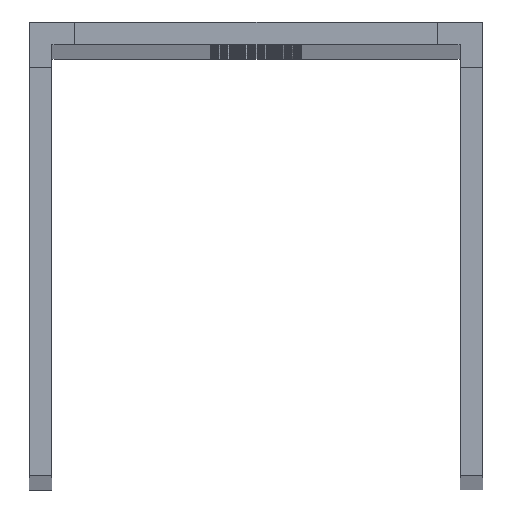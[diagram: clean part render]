
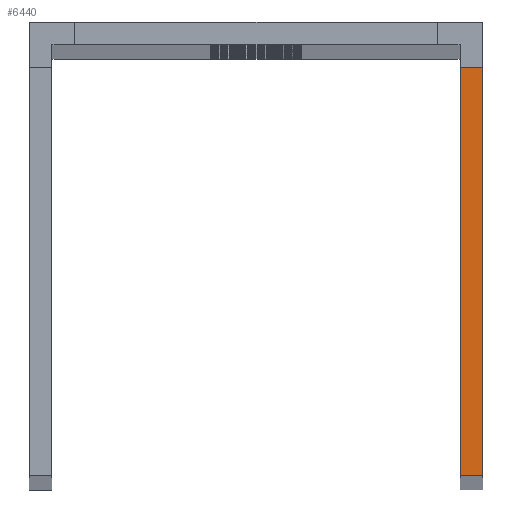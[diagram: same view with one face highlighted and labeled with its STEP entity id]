
A CAD part, top view. The second image highlights one B-rep face of the part: STEP entity #6440.
In plain terms, the highlighted planar face has unit normal (0, 0, 1).
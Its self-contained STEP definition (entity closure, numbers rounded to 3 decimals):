
#851=FACE_OUTER_BOUND('',#1283,.T.);
#1283=EDGE_LOOP('',(#5664,#5665,#5666,#5667));
#1293=LINE('',#8790,#1893);
#1506=LINE('',#9583,#2106);
#1511=LINE('',#9592,#2111);
#1886=LINE('',#10525,#2486);
#1893=VECTOR('',#7047,10.);
#2106=VECTOR('',#7638,10.);
#2111=VECTOR('',#7645,10.);
#2486=VECTOR('',#8762,10.);
#2492=VERTEX_POINT('',#8786);
#2494=VERTEX_POINT('',#8789);
#2885=VERTEX_POINT('',#9581);
#2888=VERTEX_POINT('',#9590);
#3077=EDGE_CURVE('',#2494,#2492,#1293,.T.);
#3474=EDGE_CURVE('',#2492,#2885,#1506,.T.);
#3479=EDGE_CURVE('',#2885,#2888,#1511,.T.);
#3946=EDGE_CURVE('',#2888,#2494,#1886,.T.);
#5664=ORIENTED_EDGE('',*,*,#3474,.T.);
#5665=ORIENTED_EDGE('',*,*,#3479,.T.);
#5666=ORIENTED_EDGE('',*,*,#3946,.T.);
#5667=ORIENTED_EDGE('',*,*,#3077,.T.);
#5851=PLANE('',#7033);
#6440=ADVANCED_FACE('',(#851),#5851,.T.);
#7033=AXIS2_PLACEMENT_3D('',#10524,#8760,#8761);
#7047=DIRECTION('',(0.,1.,0.));
#7638=DIRECTION('',(-1.,0.,0.));
#7645=DIRECTION('',(0.,-1.,0.));
#8760=DIRECTION('center_axis',(0.,0.,1.));
#8761=DIRECTION('ref_axis',(1.,0.,0.));
#8762=DIRECTION('',(1.,0.,0.));
#8786=CARTESIAN_POINT('',(50.,45.,920.));
#8789=CARTESIAN_POINT('',(50.,0.,920.));
#8790=CARTESIAN_POINT('',(50.,140.407,920.));
#9581=CARTESIAN_POINT('',(47.5,45.,920.));
#9583=CARTESIAN_POINT('',(47.906,45.,920.));
#9590=CARTESIAN_POINT('',(47.5,0.,920.));
#9592=CARTESIAN_POINT('',(47.5,140.407,920.));
#10524=CARTESIAN_POINT('Origin',(5.,50.,920.));
#10525=CARTESIAN_POINT('',(47.5,0.,920.));
